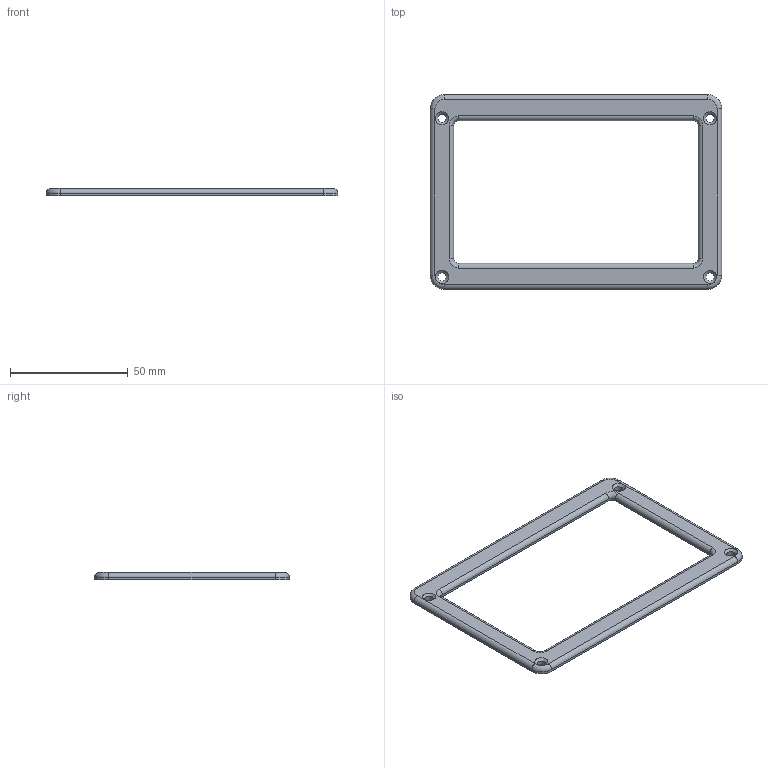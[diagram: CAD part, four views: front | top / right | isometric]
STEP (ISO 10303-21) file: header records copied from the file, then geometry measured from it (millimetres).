
FILE_DESCRIPTION(/* description */ (''),/* implementation_level */ '2;1');
FILE_NAME(/* name */ '17 - Display frame.stp',/* time_stamp */ '2023-06-26T15:45:23+02:00',/* author */ ('3D'),/* organization */ (''),/* preprocessor_version */ 'ST-DEVELOPER v18.1',/* originating_system */ 'Autodesk Inventor 2022',/* authorisation */ '');
FILE_SCHEMA (('AUTOMOTIVE_DESIGN { 1 0 10303 214 3 1 1 }'));
Length unit declared in the file: millimetre
Products named in the file (1): Abdeckung Display
Bounding box: 124 x 82.8 x 3 mm (x, y, z)
Volume: 11005.8 mm3; surface area: 9448.6 mm2
Topology: 1 solids, 1 shells, 42 faces, 106 edges, 64 vertices
Faces by surface type: cylinder 20, plane 10, torus 8, cone 4
Full cylindrical faces by diameter (mm): 3.6 x4
Entity records: 1341 total; most frequent: DIRECTION 246, CARTESIAN_POINT 231, ORIENTED_EDGE 212, EDGE_CURVE 106, AXIS2_PLACEMENT_3D 99, VERTEX_POINT 64, CIRCLE 56, EDGE_LOOP 50
